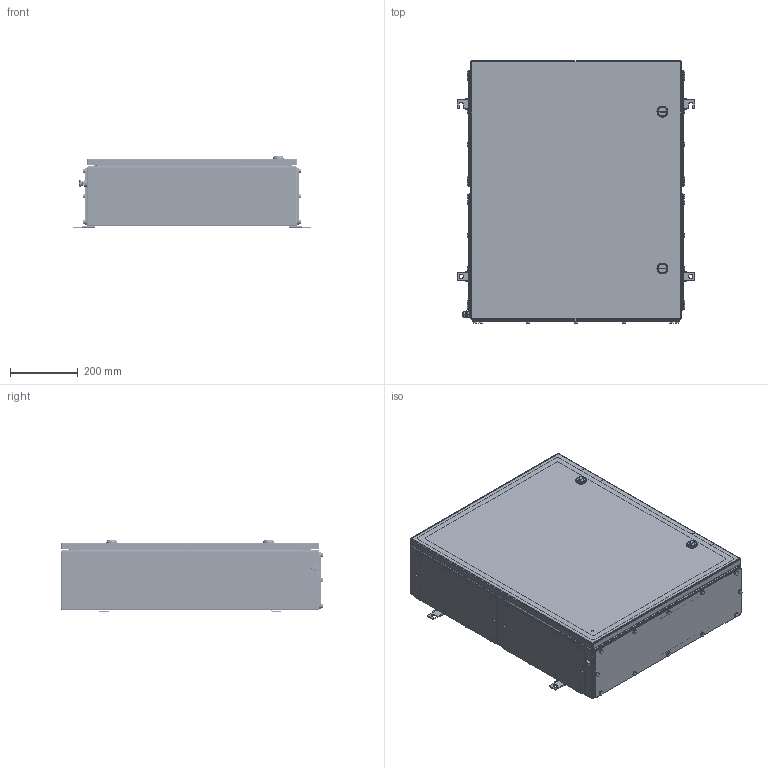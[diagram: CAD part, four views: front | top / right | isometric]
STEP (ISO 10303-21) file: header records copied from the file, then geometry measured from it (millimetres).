
FILE_DESCRIPTION(('CATIA V5 STEP Exchange','CAx-IF Rec.Pracs.--- Model Styling and Organization---1.4--- 2014-01-23'),'2;1');
FILE_NAME ('1530570-3_0_8000109925_8000109925_KTB_QL_766220_S4E3_LD.stp','2023-05-03T05:58:48+00:00',('none'),('Weidmueller'),'CATIA Version 5-6 Release 2016 SP3 HF44','CATIA V5 STEP AP214','none');
FILE_SCHEMA(('AUTOMOTIVE_DESIGN { 1 0 10303 214 1 1 1 1 }'));
Products named in the file (1): 8000109925 KTB QL 766220 S4E3
Bounding box: 701 x 773 x 209.8 mm (x, y, z)
Volume: 3593263.7 mm3; surface area: 3870178.6 mm2
Topology: 169 solids, 171 shells, 3397 faces, 8056 edges, 5176 vertices
Faces by surface type: cylinder 1648, plane 1385, cone 312, bspline 28, torus 16, sphere 8
Entity records: 111268 total; most frequent: CARTESIAN_POINT 35353, ORIENTED_EDGE 15808, DIRECTION 13469, EDGE_CURVE 7904, AXIS2_PLACEMENT_3D 5912, VERTEX_POINT 5176, VECTOR 4196, LINE 4196
